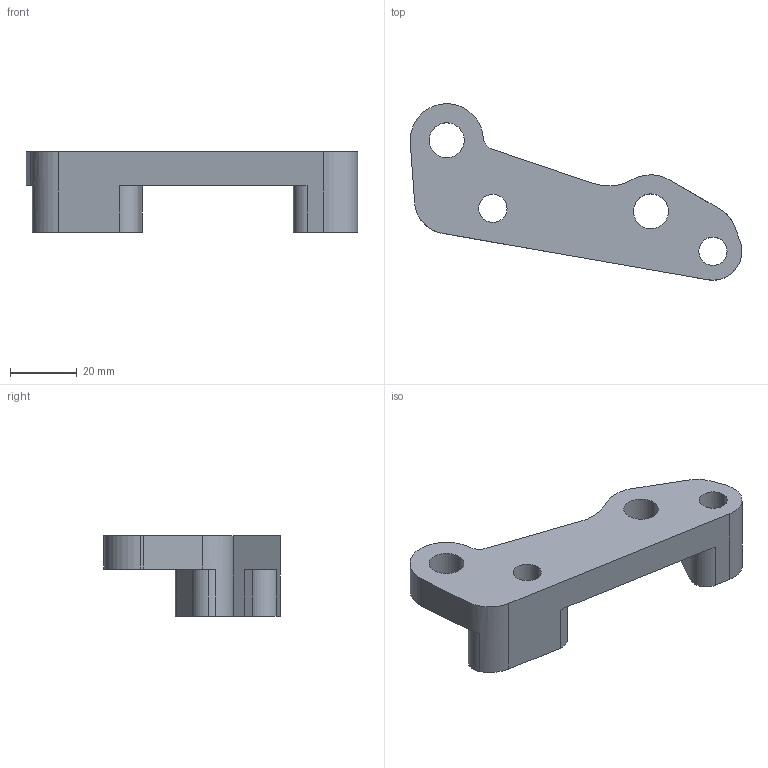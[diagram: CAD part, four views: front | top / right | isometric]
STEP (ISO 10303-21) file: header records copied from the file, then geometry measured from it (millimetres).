
FILE_DESCRIPTION (( 'STEP AP214' ), '1' );
FILE_NAME ('SUPPORT ETRIER ALU 20 05 2020.STEP', '2020-05-20T09:24:14', ( '' ), ( '' ), 'SwSTEP 2.0', 'SolidWorks 2018', '' );
FILE_SCHEMA (( 'AUTOMOTIVE_DESIGN' ));
Length unit declared in the file: millimetre
Products named in the file (1): SUPPORT ETRIER ALU 20 05 2020
Bounding box: 99.73 x 53.05 x 24.2 mm (x, y, z)
Volume: 33979 mm3; surface area: 11449.2 mm2
Topology: 1 solids, 1 shells, 44 faces, 119 edges, 77 vertices
Faces by surface type: cylinder 26, plane 12, torus 6
Entity records: 1471 total; most frequent: CARTESIAN_POINT 265, DIRECTION 264, ORIENTED_EDGE 238, EDGE_CURVE 119, AXIS2_PLACEMENT_3D 105, VERTEX_POINT 77, CIRCLE 60, VECTOR 54
